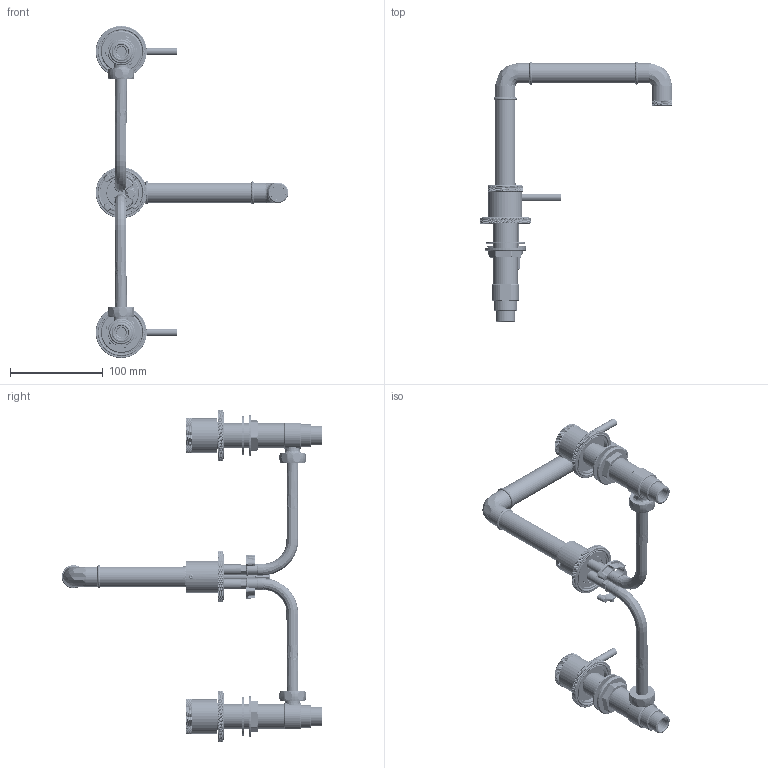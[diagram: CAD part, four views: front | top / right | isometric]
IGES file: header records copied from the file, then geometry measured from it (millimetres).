
Global section: file name: AGM76.A005 - PRI135 - 3 Hole Deck Mounted Basin; native system: Autodesk Inventor 2016; preprocessor: unknown; author: Angelo; date: 20190508.121135; units: millimetre
Bounding box: 207.5 x 280.8 x 357.76 mm (x, y, z)
Volume: 306332.4 mm3; surface area: 210219.8 mm2
Topology: 51 solids, 51 shells, 18512 faces, 41121 edges, 22980 vertices
Faces by surface type: bspline 12914, cylinder 3197, plane 1799, revolution 460, cone 134, sphere 8
Full cylindrical faces by diameter (mm): 5 x3, 6 x2, 6.5 x2, 7 x2, 8 x3, 9 x4, 10 x2, 11 x2, 12.158 x2, 12.95 x2, 13 x2, 13.6 x1, 14 x4, 14.9 x2, 15.4 x2, 15.7 x4, 16 x1, 16.1 x1, 16.4 x1, 16.5 x2, 17.9 x2, 18 x1, 18.5 x6, 18.788 x2, 19 x2, 19.99 x2, 20 x6, 20.955 x6, 21 x4, 22 x6
